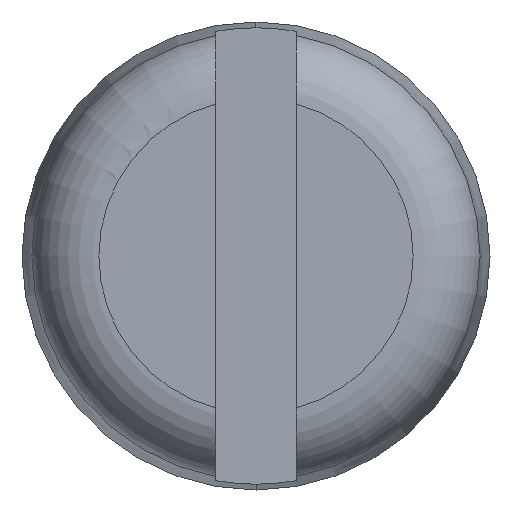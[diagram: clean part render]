
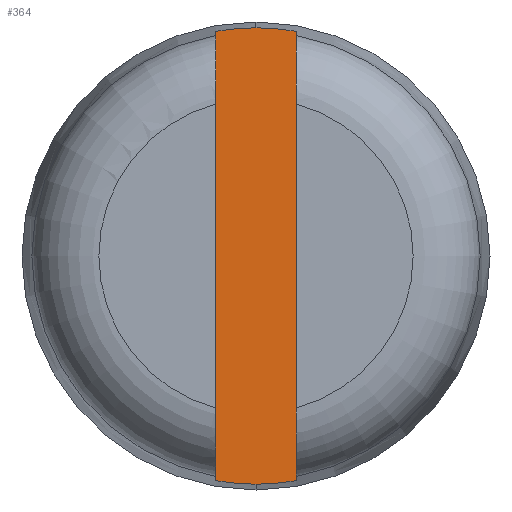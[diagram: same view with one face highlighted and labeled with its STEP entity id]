
A CAD part, left-side view. The second image highlights one B-rep face of the part: STEP entity #364.
In plain terms, the highlighted planar face has unit normal (-1, 0, 0).
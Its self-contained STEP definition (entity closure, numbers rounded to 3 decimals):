
#20 = DIRECTION ( 'NONE',  ( 0., 0., -1. ) ) ;
#36 = CARTESIAN_POINT ( 'NONE',  ( -12.2, 0.6, -3.359 ) ) ;
#42 = DIRECTION ( 'NONE',  ( 1., 0., 0. ) ) ;
#65 = EDGE_CURVE ( 'NONE', #296, #491, #339, .T. ) ;
#68 = ORIENTED_EDGE ( 'NONE', *, *, #289, .F. ) ;
#87 = CARTESIAN_POINT ( 'NONE',  ( -12.2, 0.6, -3.5 ) ) ;
#96 = CARTESIAN_POINT ( 'NONE',  ( -12.2, 0.6, -3.5 ) ) ;
#100 = DIRECTION ( 'NONE',  ( 1., 0., 0. ) ) ;
#115 = AXIS2_PLACEMENT_3D ( 'NONE', #281, #336, #524 ) ;
#130 = ORIENTED_EDGE ( 'NONE', *, *, #521, .F. ) ;
#146 = CARTESIAN_POINT ( 'NONE',  ( -12.2, 0., 0. ) ) ;
#179 = PLANE ( 'NONE',  #514 ) ;
#195 = CIRCLE ( 'NONE', #115, 3.413 ) ;
#207 = VECTOR ( 'NONE', #445, 1000. ) ;
#209 = VERTEX_POINT ( 'NONE', #537 ) ;
#231 = DIRECTION ( 'NONE',  ( 0., 0., -1. ) ) ;
#233 = CARTESIAN_POINT ( 'NONE',  ( -12.2, 0., -3.413 ) ) ;
#249 = CARTESIAN_POINT ( 'NONE',  ( -12.2, 0., 0. ) ) ;
#250 = ORIENTED_EDGE ( 'NONE', *, *, #65, .F. ) ;
#254 = CARTESIAN_POINT ( 'NONE',  ( -12.2, -0.6, -3.5 ) ) ;
#263 = VERTEX_POINT ( 'NONE', #490 ) ;
#281 = CARTESIAN_POINT ( 'NONE',  ( -12.2, 0., 0. ) ) ;
#282 = EDGE_CURVE ( 'NONE', #263, #209, #534, .T. ) ;
#289 = EDGE_CURVE ( 'NONE', #587, #296, #460, .T. ) ;
#296 = VERTEX_POINT ( 'NONE', #555 ) ;
#330 = DIRECTION ( 'NONE',  ( 0., 0., -1. ) ) ;
#336 = DIRECTION ( 'NONE',  ( 1., 0., 0. ) ) ;
#339 = CIRCLE ( 'NONE', #551, 3.413 ) ;
#356 = ORIENTED_EDGE ( 'NONE', *, *, #415, .F. ) ;
#364 = ADVANCED_FACE ( 'NONE', ( #376 ), #179, .F. ) ;
#376 = FACE_OUTER_BOUND ( 'NONE', #528, .T. ) ;
#377 = CIRCLE ( 'NONE', #463, 3.413 ) ;
#381 = DIRECTION ( 'NONE',  ( 0., 0., -1. ) ) ;
#387 = CIRCLE ( 'NONE', #552, 3.413 ) ;
#415 = EDGE_CURVE ( 'NONE', #476, #587, #387, .T. ) ;
#424 = CARTESIAN_POINT ( 'NONE',  ( -12.2, 0., 3.413 ) ) ;
#438 = DIRECTION ( 'NONE',  ( 1., 0., 0. ) ) ;
#445 = DIRECTION ( 'NONE',  ( 0., 0., 1. ) ) ;
#452 = ORIENTED_EDGE ( 'NONE', *, *, #512, .F. ) ;
#460 = LINE ( 'NONE', #87, #469 ) ;
#463 = AXIS2_PLACEMENT_3D ( 'NONE', #146, #100, #381 ) ;
#469 = VECTOR ( 'NONE', #550, 1000. ) ;
#471 = DIRECTION ( 'NONE',  ( 1., 0., 0. ) ) ;
#476 = VERTEX_POINT ( 'NONE', #233 ) ;
#490 = CARTESIAN_POINT ( 'NONE',  ( -12.2, -0.6, -3.359 ) ) ;
#491 = VERTEX_POINT ( 'NONE', #424 ) ;
#512 = EDGE_CURVE ( 'NONE', #263, #476, #377, .T. ) ;
#514 = AXIS2_PLACEMENT_3D ( 'NONE', #96, #42, #231 ) ;
#521 = EDGE_CURVE ( 'NONE', #491, #209, #195, .T. ) ;
#524 = DIRECTION ( 'NONE',  ( 0., 0., -1. ) ) ;
#528 = EDGE_LOOP ( 'NONE', ( #68, #356, #452, #592, #130, #250 ) ) ;
#534 = LINE ( 'NONE', #254, #207 ) ;
#537 = CARTESIAN_POINT ( 'NONE',  ( -12.2, -0.6, 3.359 ) ) ;
#550 = DIRECTION ( 'NONE',  ( 0., 0., 1. ) ) ;
#551 = AXIS2_PLACEMENT_3D ( 'NONE', #249, #438, #20 ) ;
#552 = AXIS2_PLACEMENT_3D ( 'NONE', #564, #471, #330 ) ;
#555 = CARTESIAN_POINT ( 'NONE',  ( -12.2, 0.6, 3.359 ) ) ;
#564 = CARTESIAN_POINT ( 'NONE',  ( -12.2, 0., 0. ) ) ;
#587 = VERTEX_POINT ( 'NONE', #36 ) ;
#592 = ORIENTED_EDGE ( 'NONE', *, *, #282, .T. ) ;
